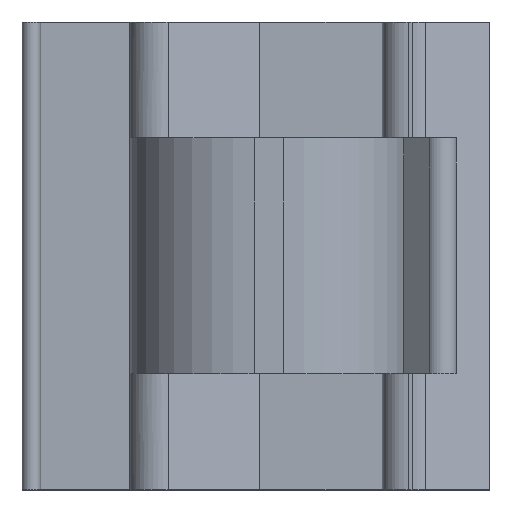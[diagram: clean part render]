
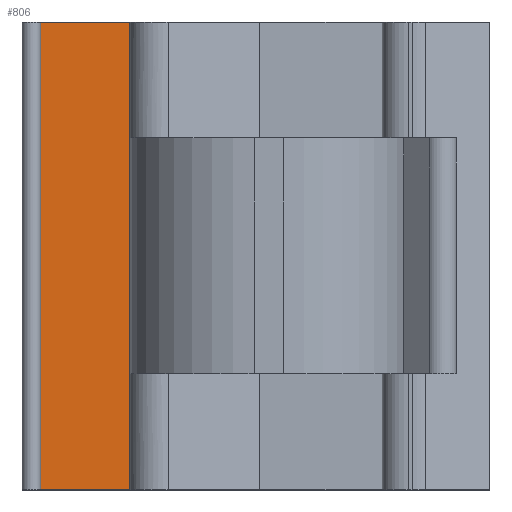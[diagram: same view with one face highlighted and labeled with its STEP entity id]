
A CAD part, top view. The second image highlights one B-rep face of the part: STEP entity #806.
In plain terms, the highlighted planar face has unit normal (0, 0, 1).
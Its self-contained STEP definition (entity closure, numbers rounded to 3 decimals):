
#45=PLANE('',#897);
#73=LINE('',#1218,#160);
#75=LINE('',#1226,#162);
#103=LINE('',#1286,#190);
#104=LINE('',#1288,#191);
#105=LINE('',#1290,#192);
#106=LINE('',#1291,#193);
#160=VECTOR('',#976,1000.);
#162=VECTOR('',#982,1000.);
#190=VECTOR('',#1030,1000.);
#191=VECTOR('',#1031,1000.);
#192=VECTOR('',#1032,1000.);
#193=VECTOR('',#1033,1000.);
#291=ORIENTED_EDGE('',*,*,#515,.T.);
#292=ORIENTED_EDGE('',*,*,#516,.F.);
#293=ORIENTED_EDGE('',*,*,#517,.F.);
#294=ORIENTED_EDGE('',*,*,#482,.T.);
#295=ORIENTED_EDGE('',*,*,#518,.T.);
#296=ORIENTED_EDGE('',*,*,#486,.T.);
#482=EDGE_CURVE('',#598,#596,#73,.T.);
#486=EDGE_CURVE('',#602,#601,#75,.T.);
#515=EDGE_CURVE('',#601,#624,#103,.T.);
#516=EDGE_CURVE('',#625,#624,#104,.T.);
#517=EDGE_CURVE('',#598,#625,#105,.T.);
#518=EDGE_CURVE('',#596,#602,#106,.T.);
#596=VERTEX_POINT('',#1216);
#598=VERTEX_POINT('',#1219);
#601=VERTEX_POINT('',#1225);
#602=VERTEX_POINT('',#1227);
#624=VERTEX_POINT('',#1287);
#625=VERTEX_POINT('',#1289);
#703=EDGE_LOOP('',(#291,#292,#293,#294,#295,#296));
#748=FACE_BOUND('',#703,.T.);
#806=ADVANCED_FACE('',(#748),#45,.F.);
#897=AXIS2_PLACEMENT_3D('',#1285,#1028,#1029);
#976=DIRECTION('',(0.,1.,0.));
#982=DIRECTION('',(0.,1.,0.));
#1028=DIRECTION('',(0.,0.,-1.));
#1029=DIRECTION('',(-1.,0.,0.));
#1030=DIRECTION('',(-1.,0.,0.));
#1031=DIRECTION('',(0.,1.,0.));
#1032=DIRECTION('',(-1.,0.,0.));
#1033=DIRECTION('',(0.,1.,0.));
#1216=CARTESIAN_POINT('',(-6.8,-6.35,1.7));
#1218=CARTESIAN_POINT('',(-6.8,-12.6,1.7));
#1219=CARTESIAN_POINT('',(-6.8,-12.6,1.7));
#1225=CARTESIAN_POINT('',(-6.8,12.6,1.7));
#1226=CARTESIAN_POINT('',(-6.8,-12.6,1.7));
#1227=CARTESIAN_POINT('',(-6.8,6.35,1.7));
#1285=CARTESIAN_POINT('',(-11.6,-12.6,1.7));
#1286=CARTESIAN_POINT('',(-11.6,12.6,1.7));
#1287=CARTESIAN_POINT('',(-11.6,12.6,1.7));
#1288=CARTESIAN_POINT('',(-11.6,-12.6,1.7));
#1289=CARTESIAN_POINT('',(-11.6,-12.6,1.7));
#1290=CARTESIAN_POINT('',(-11.6,-12.6,1.7));
#1291=CARTESIAN_POINT('',(-6.8,-6.35,1.7));
